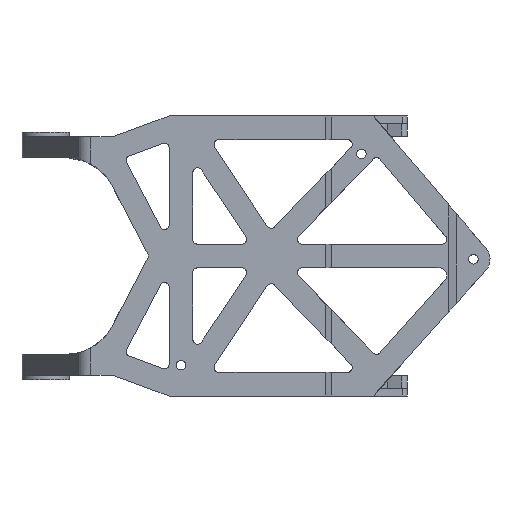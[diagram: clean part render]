
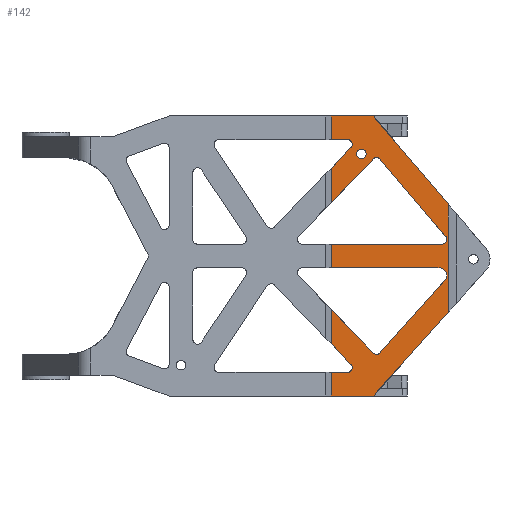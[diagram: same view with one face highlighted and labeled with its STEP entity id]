
A CAD part, left-side view. The second image highlights one B-rep face of the part: STEP entity #142.
In plain terms, the highlighted planar face has unit normal (-1, 0, 0).
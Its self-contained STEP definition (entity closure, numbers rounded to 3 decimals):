
#85 = VERTEX_POINT('',#86);
#86 = CARTESIAN_POINT('',(-28.,2.5,59.));
#92 = EDGE_CURVE('',#85,#93,#95,.T.);
#93 = VERTEX_POINT('',#94);
#94 = CARTESIAN_POINT('',(-28.,-13.268,40.468));
#95 = LINE('',#96,#97);
#96 = CARTESIAN_POINT('',(-28.,45.51,109.549));
#97 = VECTOR('',#98,1.);
#98 = DIRECTION('',(-0.,-0.648,-0.762));
#142 = ADVANCED_FACE('',(#143,#350),#361,.T.);
#143 = FACE_BOUND('',#144,.T.);
#144 = EDGE_LOOP('',(#145,#153,#161,#169,#178,#186,#194,#202,#211,#219,
    #228,#236,#244,#252,#261,#269,#278,#286,#294,#302,#311,#319,#327,
    #335,#343,#349));
#145 = ORIENTED_EDGE('',*,*,#146,.F.);
#146 = EDGE_CURVE('',#147,#85,#149,.T.);
#147 = VERTEX_POINT('',#148);
#148 = CARTESIAN_POINT('',(-28.,11.345,59.));
#149 = LINE('',#150,#151);
#150 = CARTESIAN_POINT('',(-28.,17.673,59.));
#151 = VECTOR('',#152,1.);
#152 = DIRECTION('',(0.,-1.,0.));
#153 = ORIENTED_EDGE('',*,*,#154,.T.);
#154 = EDGE_CURVE('',#147,#155,#157,.T.);
#155 = VERTEX_POINT('',#156);
#156 = CARTESIAN_POINT('',(-28.,11.345,54.));
#157 = LINE('',#158,#159);
#158 = CARTESIAN_POINT('',(-28.,11.345,225.762));
#159 = VECTOR('',#160,1.);
#160 = DIRECTION('',(-0.,-0.,-1.));
#161 = ORIENTED_EDGE('',*,*,#162,.F.);
#162 = EDGE_CURVE('',#163,#155,#165,.T.);
#163 = VERTEX_POINT('',#164);
#164 = CARTESIAN_POINT('',(-28.,7.934,54.));
#165 = LINE('',#166,#167);
#166 = CARTESIAN_POINT('',(-28.,9.64,54.));
#167 = VECTOR('',#168,1.);
#168 = DIRECTION('',(0.,1.,0.));
#169 = ORIENTED_EDGE('',*,*,#170,.T.);
#170 = EDGE_CURVE('',#163,#171,#173,.T.);
#171 = VERTEX_POINT('',#172);
#172 = CARTESIAN_POINT('',(-28.,7.214,52.306));
#173 = CIRCLE('',#174,1.);
#174 = AXIS2_PLACEMENT_3D('',#175,#176,#177);
#175 = CARTESIAN_POINT('',(-28.,7.934,53.));
#176 = DIRECTION('',(1.,0.,0.));
#177 = DIRECTION('',(0.,-1.,0.));
#178 = ORIENTED_EDGE('',*,*,#179,.F.);
#179 = EDGE_CURVE('',#180,#171,#182,.T.);
#180 = VERTEX_POINT('',#181);
#181 = CARTESIAN_POINT('',(-28.,11.345,48.023));
#182 = LINE('',#183,#184);
#183 = CARTESIAN_POINT('',(-28.,-27.093,87.872));
#184 = VECTOR('',#185,1.);
#185 = DIRECTION('',(0.,-0.694,0.72));
#186 = ORIENTED_EDGE('',*,*,#187,.T.);
#187 = EDGE_CURVE('',#180,#188,#190,.T.);
#188 = VERTEX_POINT('',#189);
#189 = CARTESIAN_POINT('',(-28.,11.345,40.821));
#190 = LINE('',#191,#192);
#191 = CARTESIAN_POINT('',(-28.,11.345,225.762));
#192 = VECTOR('',#193,1.);
#193 = DIRECTION('',(-0.,-0.,-1.));
#194 = ORIENTED_EDGE('',*,*,#195,.F.);
#195 = EDGE_CURVE('',#196,#188,#198,.T.);
#196 = VERTEX_POINT('',#197);
#197 = CARTESIAN_POINT('',(-28.,2.562,49.926));
#198 = LINE('',#199,#200);
#199 = CARTESIAN_POINT('',(-28.,-39.251,93.274));
#200 = VECTOR('',#201,1.);
#201 = DIRECTION('',(0.,0.694,-0.72));
#202 = ORIENTED_EDGE('',*,*,#203,.T.);
#203 = EDGE_CURVE('',#196,#204,#206,.T.);
#204 = VERTEX_POINT('',#205);
#205 = CARTESIAN_POINT('',(-28.,1.081,49.88));
#206 = CIRCLE('',#207,1.);
#207 = AXIS2_PLACEMENT_3D('',#208,#209,#210);
#208 = CARTESIAN_POINT('',(-28.,1.843,49.232));
#209 = DIRECTION('',(1.,0.,0.));
#210 = DIRECTION('',(0.,-1.,0.));
#211 = ORIENTED_EDGE('',*,*,#212,.T.);
#212 = EDGE_CURVE('',#204,#213,#215,.T.);
#213 = VERTEX_POINT('',#214);
#214 = CARTESIAN_POINT('',(-28.,-12.73,33.648));
#215 = LINE('',#216,#217);
#216 = CARTESIAN_POINT('',(-28.,46.639,103.425));
#217 = VECTOR('',#218,1.);
#218 = DIRECTION('',(-0.,-0.648,-0.762));
#219 = ORIENTED_EDGE('',*,*,#220,.T.);
#220 = EDGE_CURVE('',#213,#221,#223,.T.);
#221 = VERTEX_POINT('',#222);
#222 = CARTESIAN_POINT('',(-28.,-11.968,32.));
#223 = CIRCLE('',#224,1.);
#224 = AXIS2_PLACEMENT_3D('',#225,#226,#227);
#225 = CARTESIAN_POINT('',(-28.,-11.968,33.));
#226 = DIRECTION('',(1.,0.,0.));
#227 = DIRECTION('',(0.,-1.,0.));
#228 = ORIENTED_EDGE('',*,*,#229,.T.);
#229 = EDGE_CURVE('',#221,#230,#232,.T.);
#230 = VERTEX_POINT('',#231);
#231 = CARTESIAN_POINT('',(-28.,11.345,32.));
#232 = LINE('',#233,#234);
#233 = CARTESIAN_POINT('',(-28.,-0.312,32.));
#234 = VECTOR('',#235,1.);
#235 = DIRECTION('',(0.,1.,0.));
#236 = ORIENTED_EDGE('',*,*,#237,.T.);
#237 = EDGE_CURVE('',#230,#238,#240,.T.);
#238 = VERTEX_POINT('',#239);
#239 = CARTESIAN_POINT('',(-28.,11.345,27.));
#240 = LINE('',#241,#242);
#241 = CARTESIAN_POINT('',(-28.,11.345,225.762));
#242 = VECTOR('',#243,1.);
#243 = DIRECTION('',(-0.,-0.,-1.));
#244 = ORIENTED_EDGE('',*,*,#245,.T.);
#245 = EDGE_CURVE('',#238,#246,#248,.T.);
#246 = VERTEX_POINT('',#247);
#247 = CARTESIAN_POINT('',(-28.,-11.349,27.));
#248 = LINE('',#249,#250);
#249 = CARTESIAN_POINT('',(-28.,14.423,27.));
#250 = VECTOR('',#251,1.);
#251 = DIRECTION('',(0.,-1.,0.));
#252 = ORIENTED_EDGE('',*,*,#253,.T.);
#253 = EDGE_CURVE('',#246,#254,#256,.T.);
#254 = VERTEX_POINT('',#255);
#255 = CARTESIAN_POINT('',(-28.,-12.555,24.3));
#256 = CIRCLE('',#257,1.619);
#257 = AXIS2_PLACEMENT_3D('',#258,#259,#260);
#258 = CARTESIAN_POINT('',(-28.,-11.349,25.381));
#259 = DIRECTION('',(1.,0.,0.));
#260 = DIRECTION('',(0.,-1.,0.));
#261 = ORIENTED_EDGE('',*,*,#262,.F.);
#262 = EDGE_CURVE('',#263,#254,#265,.T.);
#263 = VERTEX_POINT('',#264);
#264 = CARTESIAN_POINT('',(-28.,1.078,9.081));
#265 = LINE('',#266,#267);
#266 = CARTESIAN_POINT('',(-28.,-50.48,66.637));
#267 = VECTOR('',#268,1.);
#268 = DIRECTION('',(0.,-0.667,0.745));
#269 = ORIENTED_EDGE('',*,*,#270,.T.);
#270 = EDGE_CURVE('',#263,#271,#273,.T.);
#271 = VERTEX_POINT('',#272);
#272 = CARTESIAN_POINT('',(-28.,2.543,9.054));
#273 = CIRCLE('',#274,1.);
#274 = AXIS2_PLACEMENT_3D('',#275,#276,#277);
#275 = CARTESIAN_POINT('',(-28.,1.823,9.748));
#276 = DIRECTION('',(1.,0.,0.));
#277 = DIRECTION('',(0.,-1.,0.));
#278 = ORIENTED_EDGE('',*,*,#279,.T.);
#279 = EDGE_CURVE('',#271,#280,#282,.T.);
#280 = VERTEX_POINT('',#281);
#281 = CARTESIAN_POINT('',(-28.,11.345,18.179));
#282 = LINE('',#283,#284);
#283 = CARTESIAN_POINT('',(-28.,58.806,67.381));
#284 = VECTOR('',#285,1.);
#285 = DIRECTION('',(0.,0.694,0.72));
#286 = ORIENTED_EDGE('',*,*,#287,.T.);
#287 = EDGE_CURVE('',#280,#288,#290,.T.);
#288 = VERTEX_POINT('',#289);
#289 = CARTESIAN_POINT('',(-28.,11.345,10.977));
#290 = LINE('',#291,#292);
#291 = CARTESIAN_POINT('',(-28.,11.345,225.762));
#292 = VECTOR('',#293,1.);
#293 = DIRECTION('',(-0.,-0.,-1.));
#294 = ORIENTED_EDGE('',*,*,#295,.T.);
#295 = EDGE_CURVE('',#288,#296,#298,.T.);
#296 = VERTEX_POINT('',#297);
#297 = CARTESIAN_POINT('',(-28.,7.214,6.694));
#298 = LINE('',#299,#300);
#299 = CARTESIAN_POINT('',(-28.,70.974,72.794));
#300 = VECTOR('',#301,1.);
#301 = DIRECTION('',(-0.,-0.694,-0.72));
#302 = ORIENTED_EDGE('',*,*,#303,.T.);
#303 = EDGE_CURVE('',#296,#304,#306,.T.);
#304 = VERTEX_POINT('',#305);
#305 = CARTESIAN_POINT('',(-28.,7.934,5.));
#306 = CIRCLE('',#307,1.);
#307 = AXIS2_PLACEMENT_3D('',#308,#309,#310);
#308 = CARTESIAN_POINT('',(-28.,7.934,6.));
#309 = DIRECTION('',(1.,0.,0.));
#310 = DIRECTION('',(0.,-1.,0.));
#311 = ORIENTED_EDGE('',*,*,#312,.T.);
#312 = EDGE_CURVE('',#304,#313,#315,.T.);
#313 = VERTEX_POINT('',#314);
#314 = CARTESIAN_POINT('',(-28.,11.345,5.));
#315 = LINE('',#316,#317);
#316 = CARTESIAN_POINT('',(-28.,9.64,5.));
#317 = VECTOR('',#318,1.);
#318 = DIRECTION('',(0.,1.,0.));
#319 = ORIENTED_EDGE('',*,*,#320,.T.);
#320 = EDGE_CURVE('',#313,#321,#323,.T.);
#321 = VERTEX_POINT('',#322);
#322 = CARTESIAN_POINT('',(-28.,11.345,0.));
#323 = LINE('',#324,#325);
#324 = CARTESIAN_POINT('',(-28.,11.345,225.762));
#325 = VECTOR('',#326,1.);
#326 = DIRECTION('',(-0.,-0.,-1.));
#327 = ORIENTED_EDGE('',*,*,#328,.F.);
#328 = EDGE_CURVE('',#329,#321,#331,.T.);
#329 = VERTEX_POINT('',#330);
#330 = CARTESIAN_POINT('',(-28.,2.5,0.));
#331 = LINE('',#332,#333);
#332 = CARTESIAN_POINT('',(-28.,17.673,0.));
#333 = VECTOR('',#334,1.);
#334 = DIRECTION('',(0.,1.,0.));
#335 = ORIENTED_EDGE('',*,*,#336,.T.);
#336 = EDGE_CURVE('',#329,#337,#339,.T.);
#337 = VERTEX_POINT('',#338);
#338 = CARTESIAN_POINT('',(-28.,-13.268,17.602));
#339 = LINE('',#340,#341);
#340 = CARTESIAN_POINT('',(-28.,-51.631,60.428));
#341 = VECTOR('',#342,1.);
#342 = DIRECTION('',(0.,-0.667,0.745));
#343 = ORIENTED_EDGE('',*,*,#344,.F.);
#344 = EDGE_CURVE('',#93,#337,#345,.T.);
#345 = LINE('',#346,#347);
#346 = CARTESIAN_POINT('',(-28.,-13.268,225.762));
#347 = VECTOR('',#348,1.);
#348 = DIRECTION('',(-0.,-0.,-1.));
#349 = ORIENTED_EDGE('',*,*,#92,.F.);
#350 = FACE_BOUND('',#351,.T.);
#351 = EDGE_LOOP('',(#352));
#352 = ORIENTED_EDGE('',*,*,#353,.T.);
#353 = EDGE_CURVE('',#354,#354,#356,.T.);
#354 = VERTEX_POINT('',#355);
#355 = CARTESIAN_POINT('',(-28.,4.,51.));
#356 = CIRCLE('',#357,1.);
#357 = AXIS2_PLACEMENT_3D('',#358,#359,#360);
#358 = CARTESIAN_POINT('',(-28.,5.,51.));
#359 = DIRECTION('',(1.,0.,0.));
#360 = DIRECTION('',(0.,-1.,0.));
#361 = PLANE('',#362);
#362 = AXIS2_PLACEMENT_3D('',#363,#364,#365);
#363 = CARTESIAN_POINT('',(-28.,11.345,225.762));
#364 = DIRECTION('',(-1.,0.,0.));
#365 = DIRECTION('',(0.,-1.,0.));
